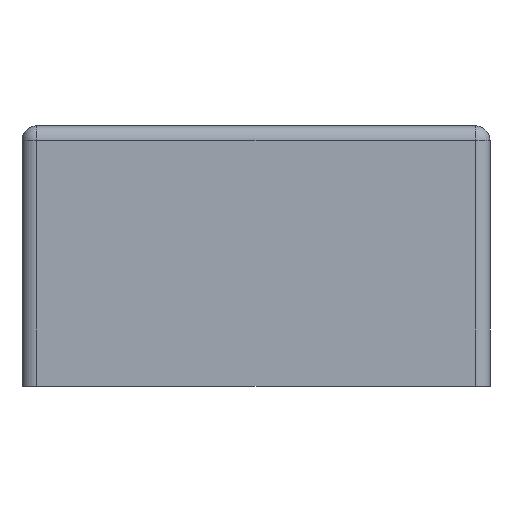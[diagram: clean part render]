
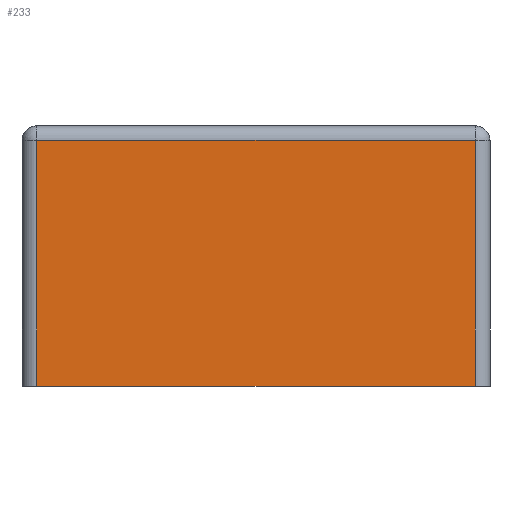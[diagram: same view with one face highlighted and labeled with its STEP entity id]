
A CAD part, front view. The second image highlights one B-rep face of the part: STEP entity #233.
In plain terms, the highlighted planar face has unit normal (0, -1, 0).
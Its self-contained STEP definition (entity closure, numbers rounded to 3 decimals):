
#13=DIRECTION('',(0.,0.,1.));
#24=VERTEX_POINT('',#25);
#25=CARTESIAN_POINT('',(-0.75,-1.6,0.));
#30=ORIENTED_EDGE('',*,*,#31,.T.);
#31=EDGE_CURVE('',#24,#32,#34,.T.);
#32=VERTEX_POINT('',#33);
#33=CARTESIAN_POINT('',(-0.75,-1.6,0.84));
#34=LINE('',#25,#35);
#35=VECTOR('',#13,1.);
#59=EDGE_CURVE('',#24,#60,#62,.T.);
#60=VERTEX_POINT('',#61);
#61=CARTESIAN_POINT('',(0.75,-1.6,0.));
#62=LINE('',#63,#64);
#63=CARTESIAN_POINT('',(-0.8,-1.6,0.));
#64=VECTOR('',#65,1.);
#65=DIRECTION('',(1.,0.,0.));
#81=DIRECTION('',(0.,1.,0.));
#147=DIRECTION('',(0.,0.,-1.));
#233=ADVANCED_FACE('',(#234),#246,.F.);
#234=FACE_BOUND('',#235,.F.);
#235=EDGE_LOOP('',(#236,#30,#237,#242));
#236=ORIENTED_EDGE('',*,*,#59,.F.);
#237=ORIENTED_EDGE('',*,*,#238,.T.);
#238=EDGE_CURVE('',#32,#239,#241,.T.);
#239=VERTEX_POINT('',#240);
#240=CARTESIAN_POINT('',(0.75,-1.6,0.84));
#241=LINE('',#33,#64);
#242=ORIENTED_EDGE('',*,*,#243,.T.);
#243=EDGE_CURVE('',#239,#60,#244,.T.);
#244=LINE('',#240,#245);
#245=VECTOR('',#147,1.);
#246=PLANE('',#247);
#247=AXIS2_PLACEMENT_3D('',#63,#81,#65);
